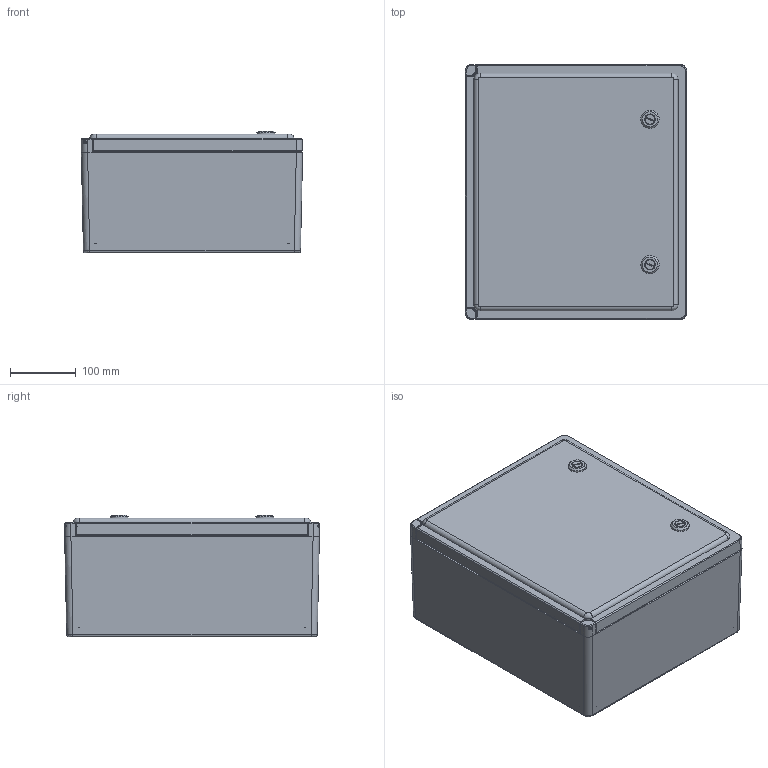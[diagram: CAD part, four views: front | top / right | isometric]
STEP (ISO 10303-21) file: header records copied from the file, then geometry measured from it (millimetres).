
FILE_DESCRIPTION (( 'STEP AP214' ), '1' );
FILE_NAME ('CE1513HL.STEP', '2018-11-08T22:24:06', ( '' ), ( '' ), 'SwSTEP 2.0', 'SolidWorks 2018', '' );
FILE_SCHEMA (( 'AUTOMOTIVE_DESIGN' ));
Length unit declared in the file: inch
Products named in the file (1): CE1513HL
Bounding box: 335.92 x 386.59 x 184.94 mm (x, y, z)
Volume: 2302017.3 mm3; surface area: 1104523.8 mm2
Topology: 37 solids, 37 shells, 1232 faces, 2913 edges, 1780 vertices
Faces by surface type: plane 543, cylinder 356, bspline 208, cone 119, torus 6
Full cylindrical faces by diameter (mm): 2.235 x2, 2.42 x2, 2.438 x2, 2.489 x2, 2.64 x4, 3.302 x4, 3.556 x8, 3.683 x2, 3.81 x2, 3.962 x4, 3.969 x2, 4.52 x4, 4.547 x2, 4.7 x1, 4.763 x4, 5.556 x2, 5.84 x2, 5.944 x2, 7.1 x2, 7.144 x12, 7.6 x1, 7.937 x4, 9.42 x2, 9.525 x2, 10.16 x2, 13.494 x8, 16 x2, 16.002 x2, 22.5 x4, 27.781 x2
Entity records: 60600 total; most frequent: CARTESIAN_POINT 17735, ORIENTED_EDGE 5510, DIRECTION 5109, EDGE_CURVE 2755, AXIS2_PLACEMENT_3D 1818, VERTEX_POINT 1749, LINE 1473, VECTOR 1473
